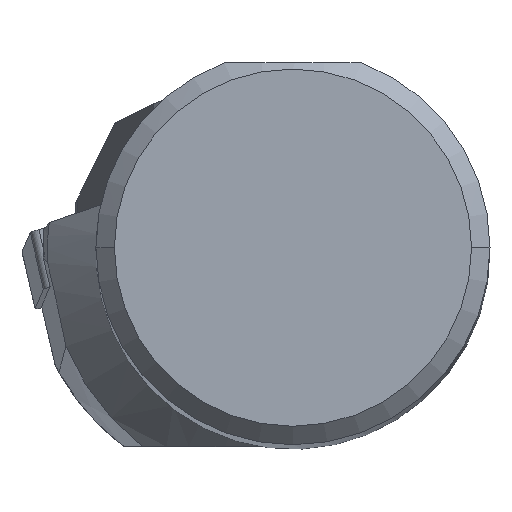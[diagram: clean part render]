
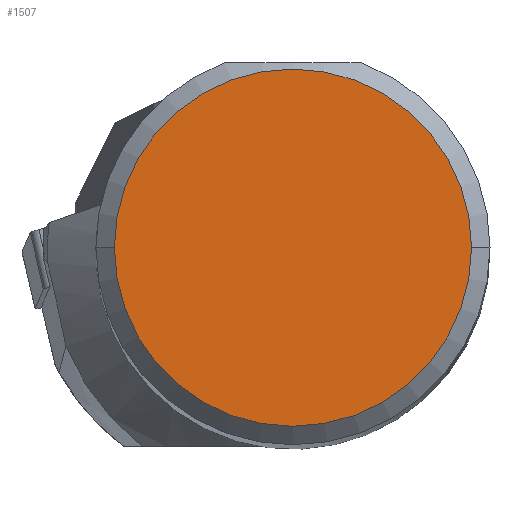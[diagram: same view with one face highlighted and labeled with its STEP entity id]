
A CAD part, top view. The second image highlights one B-rep face of the part: STEP entity #1507.
In plain terms, the highlighted planar face has unit normal (0, 0, 1).
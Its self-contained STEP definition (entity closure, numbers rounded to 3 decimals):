
#690=CARTESIAN_POINT('',(0.,0.,0.));
#691=DIRECTION('',(0.,0.,1.));
#692=DIRECTION('',(-1.,0.,0.));
#693=AXIS2_PLACEMENT_3D('',#690,#691,#692);
#698=CARTESIAN_POINT('',(0.,0.,0.));
#699=DIRECTION('',(0.,0.,-1.));
#700=DIRECTION('',(-1.,0.,0.));
#701=AXIS2_PLACEMENT_3D('',#698,#699,#700);
#905=CARTESIAN_POINT('',(-14.5,0.,0.));
#907=VERTEX_POINT('',#905);
#909=CARTESIAN_POINT('',(14.5,0.,0.));
#911=VERTEX_POINT('',#909);
#1498=CARTESIAN_POINT('',(0.,0.,0.));
#1499=DIRECTION('',(0.,0.,-1.));
#1500=DIRECTION('',(1.,0.,0.));
#1501=AXIS2_PLACEMENT_3D('',#1498,#1499,#1500);
#1502=PLANE('',#1501);
#1503=ORIENTED_EDGE('',*,*,#1484,.F.);
#1504=ORIENTED_EDGE('',*,*,#1463,.T.);
#1505=EDGE_LOOP('',(#1503,#1504));
#1506=FACE_OUTER_BOUND('',#1505,.F.);
#694=CIRCLE('',#693,14.5);
#702=CIRCLE('',#701,14.5);
#1463=EDGE_CURVE('',#907,#911,#702,.T.);
#1484=EDGE_CURVE('',#907,#911,#694,.T.);
#1507=ADVANCED_FACE('',(#1506),#1502,.F.);
